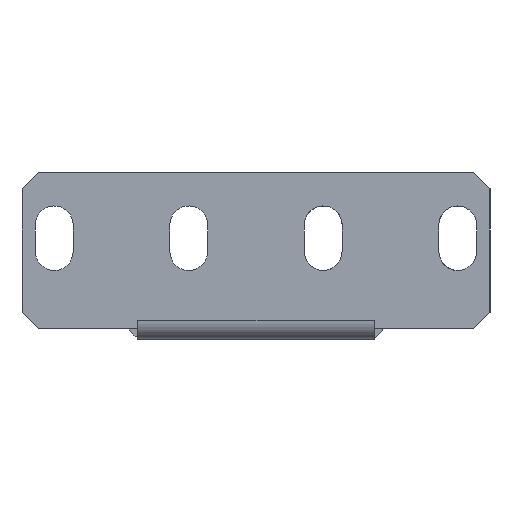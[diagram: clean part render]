
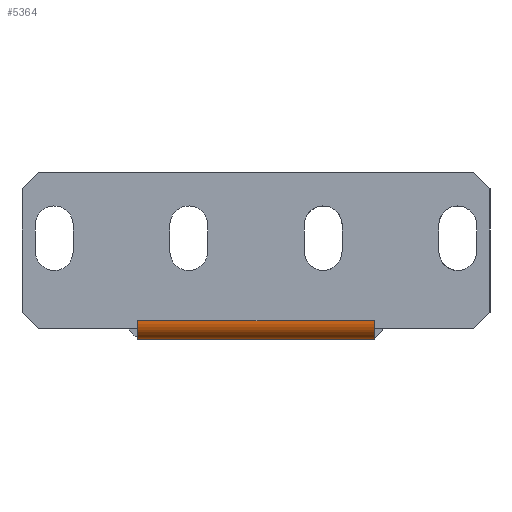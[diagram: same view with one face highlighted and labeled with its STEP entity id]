
A CAD part, left-side view. The second image highlights one B-rep face of the part: STEP entity #5364.
In plain terms, the highlighted cylindrical face has radius 3.5 mm (diameter 7 mm), a partial arc.
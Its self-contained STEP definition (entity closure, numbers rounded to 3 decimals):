
#182=CARTESIAN_POINT('Vertex',(-245.75,-22.,0.)) ;
#185=CARTESIAN_POINT('Line Origine',(-245.75,0.,0.)) ;
#189=CARTESIAN_POINT('Vertex',(-245.75,22.,0.)) ;
#5328=CARTESIAN_POINT('Axis2P3D Location',(-245.75,0.,3.5)) ;
#5334=CARTESIAN_POINT('Control Point',(-249.25,-22.,3.5)) ;
#5335=CARTESIAN_POINT('Control Point',(-249.25,-22.,2.401)) ;
#5336=CARTESIAN_POINT('Control Point',(-248.819,-22.,1.3)) ;
#5337=CARTESIAN_POINT('Control Point',(-247.951,-22.,0.431)) ;
#5338=CARTESIAN_POINT('Control Point',(-246.849,-22.,0.)) ;
#5339=CARTESIAN_POINT('Control Point',(-245.75,-22.,0.)) ;
#5340=CARTESIAN_POINT('Vertex',(-249.25,-22.,3.5)) ;
#5343=CARTESIAN_POINT('Line Origine',(-249.25,0.,3.5)) ;
#5347=CARTESIAN_POINT('Vertex',(-249.25,22.,3.5)) ;
#5351=CARTESIAN_POINT('Control Point',(-249.25,22.,3.5)) ;
#5352=CARTESIAN_POINT('Control Point',(-249.25,22.,2.401)) ;
#5353=CARTESIAN_POINT('Control Point',(-248.819,22.,1.3)) ;
#5354=CARTESIAN_POINT('Control Point',(-247.951,22.,0.431)) ;
#5355=CARTESIAN_POINT('Control Point',(-246.849,22.,0.)) ;
#5356=CARTESIAN_POINT('Control Point',(-245.75,22.,0.)) ;
#186=DIRECTION('Vector Direction',(0.,1.,0.)) ;
#5329=DIRECTION('Axis2P3D Direction',(0.,1.,0.)) ;
#5330=DIRECTION('Axis2P3D XDirection',(0.,0.,-1.)) ;
#5344=DIRECTION('Vector Direction',(0.,1.,0.)) ;
#5331=AXIS2_PLACEMENT_3D('Cylinder Axis2P3D',#5328,#5329,#5330) ;
#5359=ORIENTED_EDGE('',*,*,#191,.F.) ;
#5360=ORIENTED_EDGE('',*,*,#5342,.F.) ;
#5361=ORIENTED_EDGE('',*,*,#5349,.T.) ;
#5362=ORIENTED_EDGE('',*,*,#5357,.T.) ;
#187=VECTOR('Line Direction',#186,1.) ;
#5345=VECTOR('Line Direction',#5344,1.) ;
#5364=ADVANCED_FACE('PartBody',(#5363),#5332,.T.) ;
#5333=B_SPLINE_CURVE_WITH_KNOTS('',5,(#5334,#5335,#5336,#5337,#5338,#5339),.UNSPECIFIED.,.F.,.U.,(6,6),(0.,7.775),.UNSPECIFIED.) ;
#5350=B_SPLINE_CURVE_WITH_KNOTS('',5,(#5351,#5352,#5353,#5354,#5355,#5356),.UNSPECIFIED.,.F.,.U.,(6,6),(0.,7.775),.UNSPECIFIED.) ;
#5332=CYLINDRICAL_SURFACE('generated cylinder',#5331,3.5) ;
#191=EDGE_CURVE('',#183,#190,#188,.T.) ;
#5342=EDGE_CURVE('',#5341,#183,#5333,.T.) ;
#5349=EDGE_CURVE('',#5341,#5348,#5346,.T.) ;
#5357=EDGE_CURVE('',#5348,#190,#5350,.T.) ;
#5358=EDGE_LOOP('',(#5359,#5360,#5361,#5362)) ;
#5363=FACE_OUTER_BOUND('',#5358,.T.) ;
#188=LINE('Line',#185,#187) ;
#5346=LINE('Line',#5343,#5345) ;
#183=VERTEX_POINT('',#182) ;
#190=VERTEX_POINT('',#189) ;
#5341=VERTEX_POINT('',#5340) ;
#5348=VERTEX_POINT('',#5347) ;
